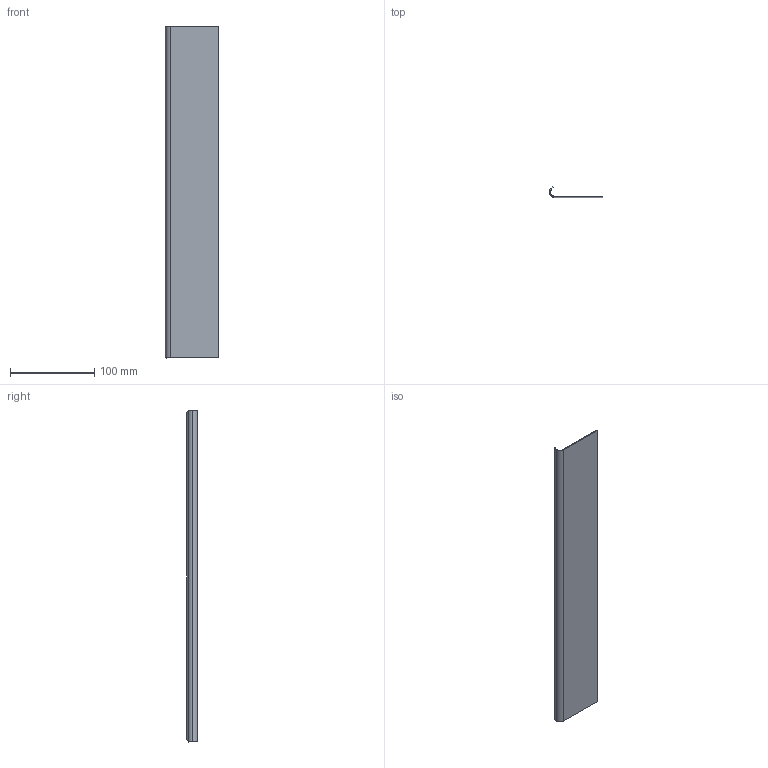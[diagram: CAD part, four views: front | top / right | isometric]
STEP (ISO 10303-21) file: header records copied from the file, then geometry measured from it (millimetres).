
FILE_DESCRIPTION (( 'STEP AP214' ), '1' );
FILE_NAME ('7083634.stp', '2016-08-17T08:04:31', ( '' ), ( '' ), 'SwSTEP 2.0', 'SolidWorks 2014', '' );
FILE_SCHEMA (( 'AUTOMOTIVE_DESIGN' ));
Length unit declared in the file: millimetre
Products named in the file (1): 7083634
Bounding box: 63 x 12.5 x 393 mm (x, y, z)
Volume: 28739.5 mm3; surface area: 58407.8 mm2
Topology: 1 solids, 1 shells, 18 faces, 40 edges, 24 vertices
Faces by surface type: plane 14, cylinder 4
Entity records: 522 total; most frequent: DIRECTION 86, CARTESIAN_POINT 83, ORIENTED_EDGE 80, EDGE_CURVE 40, VECTOR 32, LINE 32, AXIS2_PLACEMENT_3D 27, VERTEX_POINT 24
